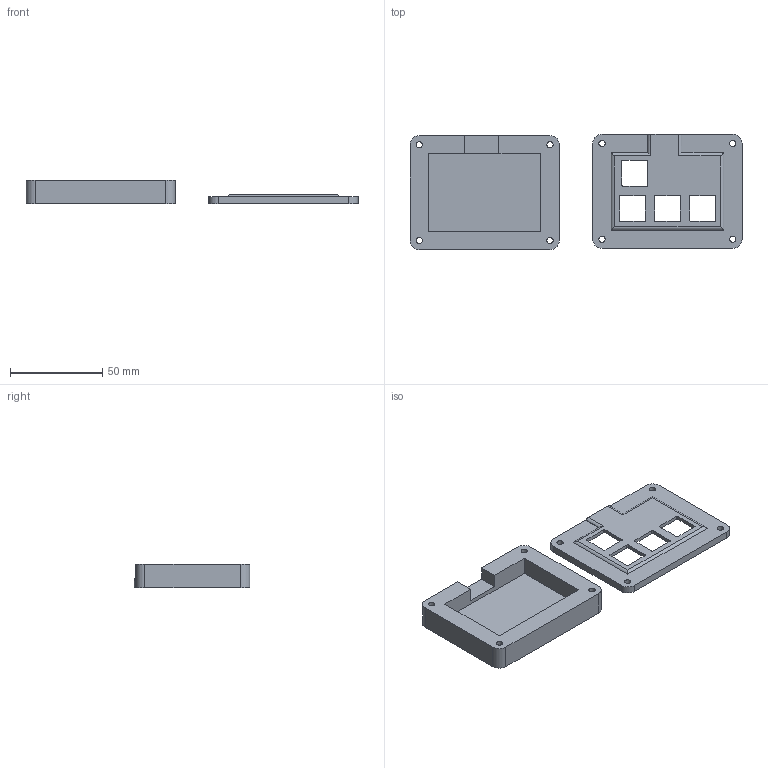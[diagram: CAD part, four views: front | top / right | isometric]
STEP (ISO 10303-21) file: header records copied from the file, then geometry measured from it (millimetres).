
FILE_DESCRIPTION(/* description */ (''),/* implementation_level */ '2;1');
FILE_NAME(/* name */ 'hackpad_body.step',/* time_stamp */ '2026-01-12T22:21:01-08:00',/* author */ (''),/* organization */ (''),/* preprocessor_version */ 'ST-DEVELOPER v20.1',/* originating_system */ 'Autodesk Translation Framework v14.21.0.0',/* authorisation */ '');
FILE_SCHEMA (('AUTOMOTIVE_DESIGN { 1 0 10303 214 3 1 1 }'));
Length unit declared in the file: millimetre
Products named in the file (2): hackpad_upperbody; hackpad_lowerbody
Assembly tree (1 placements, depth 2):
  hackpad_upperbody
    hackpad_lowerbody
Bounding box: 180.27 x 62.71 x 13 mm (x, y, z)
Volume: 49810.6 mm3; surface area: 26840.1 mm2
Topology: 2 solids, 2 shells, 357 faces, 1008 edges, 672 vertices
Faces by surface type: bspline 179, plane 139, cylinder 39
Full cylindrical faces by diameter (mm): 3.4 x8
Entity records: 13266 total; most frequent: CARTESIAN_POINT 5083, ORIENTED_EDGE 2016, DIRECTION 1084, EDGE_CURVE 1008, VERTEX_POINT 672, LINE 578, VECTOR 578, EDGE_LOOP 398
